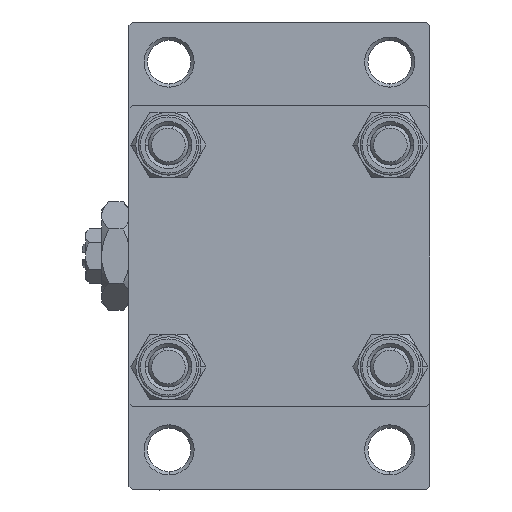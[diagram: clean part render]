
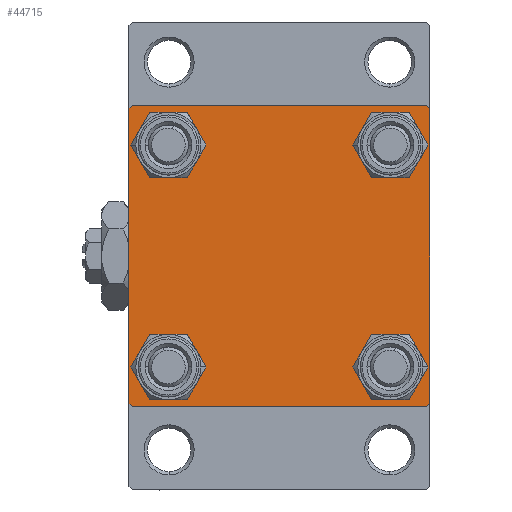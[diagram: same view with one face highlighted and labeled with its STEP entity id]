
A CAD part, left-side view. The second image highlights one B-rep face of the part: STEP entity #44715.
In plain terms, the highlighted planar face has unit normal (-1, 0, 0).
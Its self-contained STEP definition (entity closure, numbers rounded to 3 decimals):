
#446 = ORIENTED_EDGE ( 'NONE', *, *, #39024, .T. ) ;
#1160 = EDGE_CURVE ( 'NONE', #12026, #25372, #10656, .T. ) ;
#1746 = FACE_BOUND ( 'NONE', #5928, .T. ) ;
#1832 = VERTEX_POINT ( 'NONE', #42751 ) ;
#2741 = FACE_BOUND ( 'NONE', #8661, .T. ) ;
#2967 = EDGE_CURVE ( 'NONE', #1832, #31886, #35082, .T. ) ;
#2980 = CARTESIAN_POINT ( 'NONE',  ( 0., 22., 22.5 ) ) ;
#3220 = DIRECTION ( 'NONE',  ( 0., 0., 1. ) ) ;
#3741 = ORIENTED_EDGE ( 'NONE', *, *, #2967, .T. ) ;
#3924 = CIRCLE ( 'NONE', #19671, 3.5 ) ;
#3966 = VERTEX_POINT ( 'NONE', #31864 ) ;
#4331 = DIRECTION ( 'NONE',  ( 0., 0., 1. ) ) ;
#4498 = LINE ( 'NONE', #8192, #5487 ) ;
#4643 = LINE ( 'NONE', #26869, #34087 ) ;
#5487 = VECTOR ( 'NONE', #26722, 1000. ) ;
#5582 = DIRECTION ( 'NONE',  ( 1., 0., 0. ) ) ;
#5715 = AXIS2_PLACEMENT_3D ( 'NONE', #17194, #5582, #35450 ) ;
#5928 = EDGE_LOOP ( 'NONE', ( #46325, #18907 ) ) ;
#6346 = EDGE_LOOP ( 'NONE', ( #21604, #446 ) ) ;
#6508 = ORIENTED_EDGE ( 'NONE', *, *, #33871, .T. ) ;
#7541 = AXIS2_PLACEMENT_3D ( 'NONE', #22094, #19848, #30941 ) ;
#7788 = LINE ( 'NONE', #22847, #31875 ) ;
#8192 = CARTESIAN_POINT ( 'NONE',  ( 0., 22.5, -22.5 ) ) ;
#8661 = EDGE_LOOP ( 'NONE', ( #48581, #6508 ) ) ;
#9547 = CARTESIAN_POINT ( 'NONE',  ( 0., -22.25, -22.25 ) ) ;
#9556 = LINE ( 'NONE', #32509, #44523 ) ;
#10656 = LINE ( 'NONE', #44950, #20014 ) ;
#11250 = DIRECTION ( 'NONE',  ( 0., 0.707, 0.707 ) ) ;
#11875 = VERTEX_POINT ( 'NONE', #19557 ) ;
#12026 = VERTEX_POINT ( 'NONE', #2980 ) ;
#13506 = LINE ( 'NONE', #9547, #16913 ) ;
#14098 = FACE_OUTER_BOUND ( 'NONE', #29757, .T. ) ;
#14210 = DIRECTION ( 'NONE',  ( 0., 0., 1. ) ) ;
#14627 = DIRECTION ( 'NONE',  ( 0., -1., 0. ) ) ;
#14711 = CARTESIAN_POINT ( 'NONE',  ( 0., -16.6, 16.6 ) ) ;
#15205 = VERTEX_POINT ( 'NONE', #41266 ) ;
#15236 = ORIENTED_EDGE ( 'NONE', *, *, #15290, .T. ) ;
#15290 = EDGE_CURVE ( 'NONE', #44582, #25094, #4498, .T. ) ;
#15722 = CIRCLE ( 'NONE', #16532, 3.5 ) ;
#15844 = EDGE_CURVE ( 'NONE', #35989, #28383, #31526, .T. ) ;
#16532 = AXIS2_PLACEMENT_3D ( 'NONE', #45256, #29731, #44771 ) ;
#16662 = CIRCLE ( 'NONE', #42682, 3.5 ) ;
#16819 = DIRECTION ( 'NONE',  ( -1., 0., 0. ) ) ;
#16913 = VECTOR ( 'NONE', #28565, 1000. ) ;
#16942 = CARTESIAN_POINT ( 'NONE',  ( 0., 16.6, -16.6 ) ) ;
#17194 = CARTESIAN_POINT ( 'NONE',  ( 0., 16.6, -16.6 ) ) ;
#18401 = CARTESIAN_POINT ( 'NONE',  ( 0., 22.25, 22.25 ) ) ;
#18907 = ORIENTED_EDGE ( 'NONE', *, *, #38481, .T. ) ;
#19092 = EDGE_CURVE ( 'NONE', #36486, #3966, #16662, .T. ) ;
#19207 = CARTESIAN_POINT ( 'NONE',  ( 0., -16.6, 16.6 ) ) ;
#19291 = DIRECTION ( 'NONE',  ( 1., 0., 0. ) ) ;
#19429 = CARTESIAN_POINT ( 'NONE',  ( 0., 16.6, -20.1 ) ) ;
#19466 = DIRECTION ( 'NONE',  ( 0., 0., -1. ) ) ;
#19557 = CARTESIAN_POINT ( 'NONE',  ( 0., -16.6, -13.1 ) ) ;
#19671 = AXIS2_PLACEMENT_3D ( 'NONE', #21779, #19291, #38275 ) ;
#19848 = DIRECTION ( 'NONE',  ( 1., 0., 0. ) ) ;
#20014 = VECTOR ( 'NONE', #14627, 1000. ) ;
#20043 = DIRECTION ( 'NONE',  ( 0., 0., -1. ) ) ;
#20690 = VECTOR ( 'NONE', #20043, 1000. ) ;
#21604 = ORIENTED_EDGE ( 'NONE', *, *, #36856, .T. ) ;
#21779 = CARTESIAN_POINT ( 'NONE',  ( 0., -16.6, -16.6 ) ) ;
#22094 = CARTESIAN_POINT ( 'NONE',  ( 0., -16.6, -16.6 ) ) ;
#22847 = CARTESIAN_POINT ( 'NONE',  ( 0., -22.25, 22.25 ) ) ;
#24448 = AXIS2_PLACEMENT_3D ( 'NONE', #16942, #39134, #31733 ) ;
#25094 = VERTEX_POINT ( 'NONE', #39870 ) ;
#25156 = EDGE_LOOP ( 'NONE', ( #46334, #33269 ) ) ;
#25372 = VERTEX_POINT ( 'NONE', #27029 ) ;
#26722 = DIRECTION ( 'NONE',  ( 0., -1., 0. ) ) ;
#26794 = EDGE_CURVE ( 'NONE', #30829, #25372, #7788, .T. ) ;
#26869 = CARTESIAN_POINT ( 'NONE',  ( 0., -22.5, 22.5 ) ) ;
#27029 = CARTESIAN_POINT ( 'NONE',  ( 0., -22., 22.5 ) ) ;
#27492 = VERTEX_POINT ( 'NONE', #35851 ) ;
#27730 = CARTESIAN_POINT ( 'NONE',  ( 0., 22.5, -22. ) ) ;
#28383 = VERTEX_POINT ( 'NONE', #19429 ) ;
#28565 = DIRECTION ( 'NONE',  ( 0., -0.707, 0.707 ) ) ;
#28658 = FACE_BOUND ( 'NONE', #6346, .T. ) ;
#28778 = DIRECTION ( 'NONE',  ( 0., 0.707, -0.707 ) ) ;
#29146 = PLANE ( 'NONE',  #30156 ) ;
#29545 = ORIENTED_EDGE ( 'NONE', *, *, #26794, .T. ) ;
#29731 = DIRECTION ( 'NONE',  ( 1., 0., 0. ) ) ;
#29757 = EDGE_LOOP ( 'NONE', ( #3741, #32470, #15236, #32382, #30578, #29545, #31415, #37152 ) ) ;
#30156 = AXIS2_PLACEMENT_3D ( 'NONE', #40484, #16819, #3220 ) ;
#30252 = DIRECTION ( 'NONE',  ( 1., 0., 0. ) ) ;
#30492 = CARTESIAN_POINT ( 'NONE',  ( 0., 16.6, 16.6 ) ) ;
#30530 = EDGE_CURVE ( 'NONE', #25094, #27492, #13506, .T. ) ;
#30578 = ORIENTED_EDGE ( 'NONE', *, *, #40596, .F. ) ;
#30829 = VERTEX_POINT ( 'NONE', #42099 ) ;
#30941 = DIRECTION ( 'NONE',  ( 0., 0., 1. ) ) ;
#31415 = ORIENTED_EDGE ( 'NONE', *, *, #1160, .F. ) ;
#31475 = EDGE_CURVE ( 'NONE', #31886, #44582, #9556, .T. ) ;
#31526 = CIRCLE ( 'NONE', #24448, 3.5 ) ;
#31733 = DIRECTION ( 'NONE',  ( 0., 0., 1. ) ) ;
#31864 = CARTESIAN_POINT ( 'NONE',  ( 0., -16.6, 13.1 ) ) ;
#31867 = FACE_BOUND ( 'NONE', #25156, .T. ) ;
#31875 = VECTOR ( 'NONE', #11250, 1000. ) ;
#31886 = VERTEX_POINT ( 'NONE', #27730 ) ;
#32382 = ORIENTED_EDGE ( 'NONE', *, *, #30530, .T. ) ;
#32470 = ORIENTED_EDGE ( 'NONE', *, *, #31475, .T. ) ;
#32509 = CARTESIAN_POINT ( 'NONE',  ( 0., 22.25, -22.25 ) ) ;
#32796 = CIRCLE ( 'NONE', #40681, 3.5 ) ;
#32815 = EDGE_CURVE ( 'NONE', #11875, #46617, #46905, .T. ) ;
#33085 = CARTESIAN_POINT ( 'NONE',  ( 0., 16.6, 20.1 ) ) ;
#33269 = ORIENTED_EDGE ( 'NONE', *, *, #41928, .T. ) ;
#33868 = EDGE_CURVE ( 'NONE', #12026, #1832, #47996, .T. ) ;
#33871 = EDGE_CURVE ( 'NONE', #3966, #36486, #32796, .T. ) ;
#34087 = VECTOR ( 'NONE', #19466, 1000. ) ;
#34788 = CIRCLE ( 'NONE', #5715, 3.5 ) ;
#34801 = CARTESIAN_POINT ( 'NONE',  ( 0., -16.6, -20.1 ) ) ;
#35082 = LINE ( 'NONE', #42243, #20690 ) ;
#35450 = DIRECTION ( 'NONE',  ( 0., 0., 1. ) ) ;
#35851 = CARTESIAN_POINT ( 'NONE',  ( 0., -22.5, -22. ) ) ;
#35919 = VECTOR ( 'NONE', #28778, 1000. ) ;
#35989 = VERTEX_POINT ( 'NONE', #37030 ) ;
#36486 = VERTEX_POINT ( 'NONE', #40180 ) ;
#36856 = EDGE_CURVE ( 'NONE', #44816, #15205, #39183, .T. ) ;
#37030 = CARTESIAN_POINT ( 'NONE',  ( 0., 16.6, -13.1 ) ) ;
#37152 = ORIENTED_EDGE ( 'NONE', *, *, #33868, .T. ) ;
#37220 = DIRECTION ( 'NONE',  ( 0., 0., 1. ) ) ;
#37712 = DIRECTION ( 'NONE',  ( 1., 0., 0. ) ) ;
#38275 = DIRECTION ( 'NONE',  ( 0., 0., 1. ) ) ;
#38481 = EDGE_CURVE ( 'NONE', #46617, #11875, #3924, .T. ) ;
#39024 = EDGE_CURVE ( 'NONE', #15205, #44816, #15722, .T. ) ;
#39134 = DIRECTION ( 'NONE',  ( 1., 0., 0. ) ) ;
#39183 = CIRCLE ( 'NONE', #46278, 3.5 ) ;
#39870 = CARTESIAN_POINT ( 'NONE',  ( 0., -22., -22.5 ) ) ;
#40180 = CARTESIAN_POINT ( 'NONE',  ( 0., -16.6, 20.1 ) ) ;
#40484 = CARTESIAN_POINT ( 'NONE',  ( 0., 0., 0. ) ) ;
#40596 = EDGE_CURVE ( 'NONE', #30829, #27492, #4643, .T. ) ;
#40681 = AXIS2_PLACEMENT_3D ( 'NONE', #14711, #44551, #14210 ) ;
#41266 = CARTESIAN_POINT ( 'NONE',  ( 0., 16.6, 13.1 ) ) ;
#41928 = EDGE_CURVE ( 'NONE', #28383, #35989, #34788, .T. ) ;
#42099 = CARTESIAN_POINT ( 'NONE',  ( 0., -22.5, 22. ) ) ;
#42243 = CARTESIAN_POINT ( 'NONE',  ( 0., 22.5, 22.5 ) ) ;
#42682 = AXIS2_PLACEMENT_3D ( 'NONE', #19207, #37712, #37220 ) ;
#42751 = CARTESIAN_POINT ( 'NONE',  ( 0., 22.5, 22. ) ) ;
#43122 = DIRECTION ( 'NONE',  ( 0., -0.707, -0.707 ) ) ;
#43957 = CARTESIAN_POINT ( 'NONE',  ( 0., 22., -22.5 ) ) ;
#44523 = VECTOR ( 'NONE', #43122, 1000. ) ;
#44551 = DIRECTION ( 'NONE',  ( 1., 0., 0. ) ) ;
#44582 = VERTEX_POINT ( 'NONE', #43957 ) ;
#44715 = ADVANCED_FACE ( 'NONE', ( #2741, #1746, #31867, #28658, #14098 ), #29146, .T. ) ;
#44771 = DIRECTION ( 'NONE',  ( 0., 0., 1. ) ) ;
#44816 = VERTEX_POINT ( 'NONE', #33085 ) ;
#44950 = CARTESIAN_POINT ( 'NONE',  ( 0., 22.5, 22.5 ) ) ;
#45256 = CARTESIAN_POINT ( 'NONE',  ( 0., 16.6, 16.6 ) ) ;
#46278 = AXIS2_PLACEMENT_3D ( 'NONE', #30492, #30252, #4331 ) ;
#46325 = ORIENTED_EDGE ( 'NONE', *, *, #32815, .T. ) ;
#46334 = ORIENTED_EDGE ( 'NONE', *, *, #15844, .T. ) ;
#46617 = VERTEX_POINT ( 'NONE', #34801 ) ;
#46905 = CIRCLE ( 'NONE', #7541, 3.5 ) ;
#47996 = LINE ( 'NONE', #18401, #35919 ) ;
#48581 = ORIENTED_EDGE ( 'NONE', *, *, #19092, .T. ) ;
